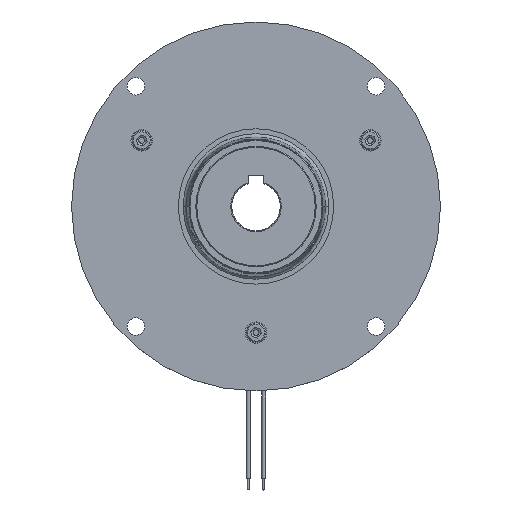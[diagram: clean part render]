
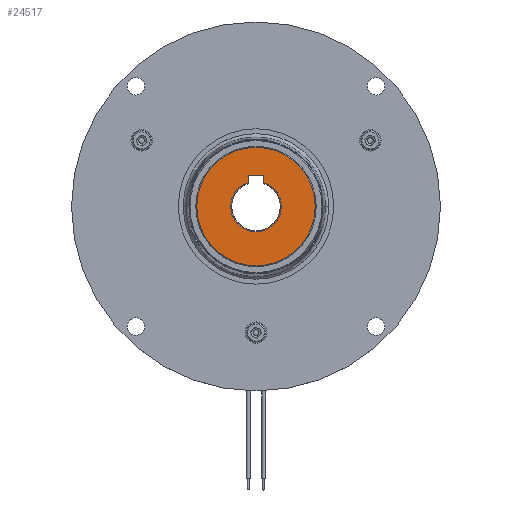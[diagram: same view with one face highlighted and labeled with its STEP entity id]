
A CAD part, top view. The second image highlights one B-rep face of the part: STEP entity #24517.
In plain terms, the highlighted face is planar.
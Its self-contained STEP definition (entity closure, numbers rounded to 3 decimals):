
#450 = ORIENTED_EDGE ( 'NONE', *, *, #5252, .F. ) ;
#2573 = VERTEX_POINT ( 'NONE', #8078 ) ;
#2574 = CARTESIAN_POINT ( 'NONE',  ( 4., 15.8, -38. ) ) ;
#2955 = EDGE_CURVE ( 'NONE', #22560, #2573, #23842, .T. ) ;
#3082 = CARTESIAN_POINT ( 'NONE',  ( 4., 11.843, -38. ) ) ;
#3511 = LINE ( 'NONE', #12919, #3616 ) ;
#3616 = VECTOR ( 'NONE', #24706, 1000. ) ;
#3737 = ORIENTED_EDGE ( 'NONE', *, *, #13513, .T. ) ;
#3903 = CARTESIAN_POINT ( 'NONE',  ( 13., 0., -38. ) ) ;
#4079 = VERTEX_POINT ( 'NONE', #24990 ) ;
#4276 = FACE_BOUND ( 'NONE', #17278, .T. ) ;
#4399 = PLANE ( 'NONE',  #18712 ) ;
#4845 = VECTOR ( 'NONE', #24643, 1000. ) ;
#5049 = CARTESIAN_POINT ( 'NONE',  ( 0., 0., -38. ) ) ;
#5083 = AXIS2_PLACEMENT_3D ( 'NONE', #10145, #11940, #13163 ) ;
#5179 = DIRECTION ( 'NONE',  ( 0., 0., 1. ) ) ;
#5252 = EDGE_CURVE ( 'NONE', #13650, #14061, #13789, .T. ) ;
#5473 = FACE_OUTER_BOUND ( 'NONE', #23430, .T. ) ;
#6155 = CARTESIAN_POINT ( 'NONE',  ( 30.5, 0., -38. ) ) ;
#6173 = DIRECTION ( 'NONE',  ( 1., 0., 0. ) ) ;
#6291 = DIRECTION ( 'NONE',  ( 0., 0., 1. ) ) ;
#6638 = ORIENTED_EDGE ( 'NONE', *, *, #17431, .T. ) ;
#6991 = CIRCLE ( 'NONE', #21670, 30.5 ) ;
#7041 = DIRECTION ( 'NONE',  ( 0., 0., -1. ) ) ;
#8078 = CARTESIAN_POINT ( 'NONE',  ( 4., 12.369, -38. ) ) ;
#8942 = CARTESIAN_POINT ( 'NONE',  ( 0., 0., -38. ) ) ;
#9125 = VECTOR ( 'NONE', #19542, 1000. ) ;
#9221 = DIRECTION ( 'NONE',  ( 1., 0., 0. ) ) ;
#10145 = CARTESIAN_POINT ( 'NONE',  ( 0., 0., -38. ) ) ;
#10700 = ORIENTED_EDGE ( 'NONE', *, *, #24315, .F. ) ;
#11318 = AXIS2_PLACEMENT_3D ( 'NONE', #5049, #5179, #9221 ) ;
#11940 = DIRECTION ( 'NONE',  ( 0., 0., 1. ) ) ;
#12258 = VERTEX_POINT ( 'NONE', #6155 ) ;
#12601 = ORIENTED_EDGE ( 'NONE', *, *, #23756, .F. ) ;
#12907 = DIRECTION ( 'NONE',  ( 1., 0., 0. ) ) ;
#12910 = AXIS2_PLACEMENT_3D ( 'NONE', #24065, #6291, #21633 ) ;
#12919 = CARTESIAN_POINT ( 'NONE',  ( 4., 15.8, -38. ) ) ;
#12954 = DIRECTION ( 'NONE',  ( 0., 0., -1. ) ) ;
#13068 = ORIENTED_EDGE ( 'NONE', *, *, #21791, .T. ) ;
#13163 = DIRECTION ( 'NONE',  ( 1., 0., 0. ) ) ;
#13177 = EDGE_CURVE ( 'NONE', #12258, #13279, #6991, .T. ) ;
#13248 = CARTESIAN_POINT ( 'NONE',  ( 0., 31., -38. ) ) ;
#13279 = VERTEX_POINT ( 'NONE', #18002 ) ;
#13513 = EDGE_CURVE ( 'NONE', #4079, #22560, #23184, .T. ) ;
#13650 = VERTEX_POINT ( 'NONE', #19444 ) ;
#13673 = ORIENTED_EDGE ( 'NONE', *, *, #2955, .T. ) ;
#13789 = LINE ( 'NONE', #23641, #9125 ) ;
#14061 = VERTEX_POINT ( 'NONE', #19254 ) ;
#14536 = LINE ( 'NONE', #3082, #4845 ) ;
#14554 = ORIENTED_EDGE ( 'NONE', *, *, #13177, .T. ) ;
#14885 = CARTESIAN_POINT ( 'NONE',  ( 0., 0., -38. ) ) ;
#17278 = EDGE_LOOP ( 'NONE', ( #12601, #450, #13068, #3737, #13673, #10700 ) ) ;
#17431 = EDGE_CURVE ( 'NONE', #13279, #12258, #20348, .T. ) ;
#18002 = CARTESIAN_POINT ( 'NONE',  ( -30.5, 0., -38. ) ) ;
#18712 = AXIS2_PLACEMENT_3D ( 'NONE', #13248, #23425, #6173 ) ;
#18845 = DIRECTION ( 'NONE',  ( 1., 0., 0. ) ) ;
#19254 = CARTESIAN_POINT ( 'NONE',  ( -4., 15.8, -38. ) ) ;
#19444 = CARTESIAN_POINT ( 'NONE',  ( -4., 12.369, -38. ) ) ;
#19511 = AXIS2_PLACEMENT_3D ( 'NONE', #14885, #12954, #18845 ) ;
#19542 = DIRECTION ( 'NONE',  ( 0., 1., 0. ) ) ;
#20348 = CIRCLE ( 'NONE', #19511, 30.5 ) ;
#20902 = VERTEX_POINT ( 'NONE', #2574 ) ;
#21475 = CIRCLE ( 'NONE', #12910, 13. ) ;
#21633 = DIRECTION ( 'NONE',  ( 1., 0., 0. ) ) ;
#21670 = AXIS2_PLACEMENT_3D ( 'NONE', #8942, #7041, #12907 ) ;
#21791 = EDGE_CURVE ( 'NONE', #13650, #4079, #21475, .T. ) ;
#22560 = VERTEX_POINT ( 'NONE', #3903 ) ;
#23184 = CIRCLE ( 'NONE', #11318, 13. ) ;
#23425 = DIRECTION ( 'NONE',  ( 0., 0., 1. ) ) ;
#23430 = EDGE_LOOP ( 'NONE', ( #14554, #6638 ) ) ;
#23641 = CARTESIAN_POINT ( 'NONE',  ( -4., 11.843, -38. ) ) ;
#23756 = EDGE_CURVE ( 'NONE', #14061, #20902, #3511, .T. ) ;
#23842 = CIRCLE ( 'NONE', #5083, 13. ) ;
#24065 = CARTESIAN_POINT ( 'NONE',  ( 0., 0., -38. ) ) ;
#24315 = EDGE_CURVE ( 'NONE', #20902, #2573, #14536, .T. ) ;
#24517 = ADVANCED_FACE ( 'NONE', ( #5473, #4276 ), #4399, .F. ) ;
#24643 = DIRECTION ( 'NONE',  ( 0., -1., 0. ) ) ;
#24706 = DIRECTION ( 'NONE',  ( 1., 0., 0. ) ) ;
#24990 = CARTESIAN_POINT ( 'NONE',  ( -13., 0., -38. ) ) ;
